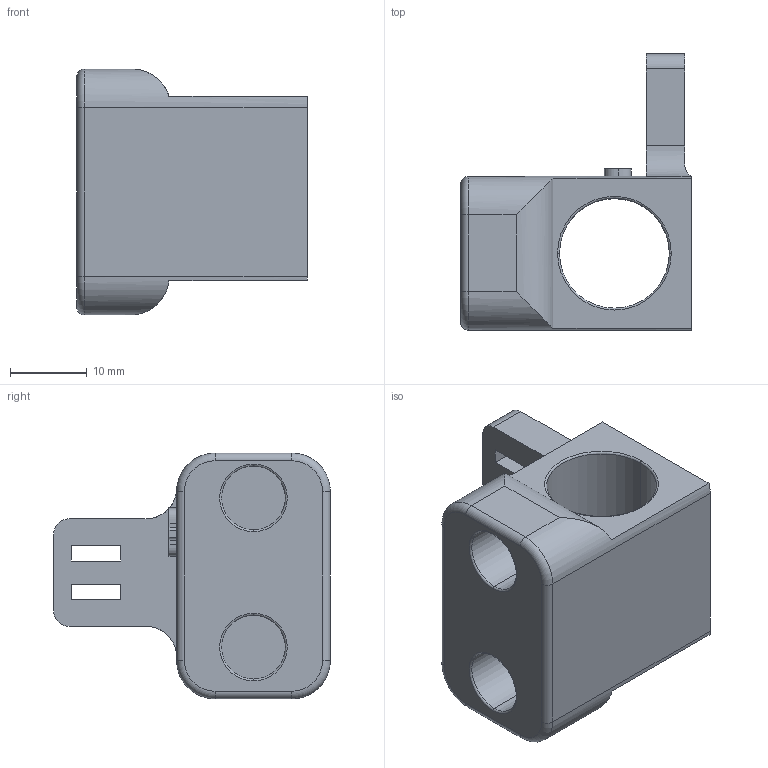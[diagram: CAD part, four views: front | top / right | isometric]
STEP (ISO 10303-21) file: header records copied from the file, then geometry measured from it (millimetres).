
FILE_DESCRIPTION (( 'STEP AP214' ), '1' );
FILE_NAME ('3slider2.STEP', '2022-10-08T16:16:36', ( '' ), ( '' ), 'SwSTEP 2.0', 'SolidWorks 2021', '' );
FILE_SCHEMA (( 'AUTOMOTIVE_DESIGN' ));
Length unit declared in the file: millimetre
Products named in the file (1): 3slider2
Bounding box: 30 x 36 x 32 mm (x, y, z)
Volume: 12040 mm3; surface area: 5834.4 mm2
Topology: 1 solids, 1 shells, 84 faces, 214 edges, 136 vertices
Faces by surface type: plane 34, cylinder 23, torus 15, bspline 12
Entity records: 3332 total; most frequent: CARTESIAN_POINT 1298, ORIENTED_EDGE 428, DIRECTION 396, EDGE_CURVE 214, AXIS2_PLACEMENT_3D 140, VERTEX_POINT 136, LINE 116, VECTOR 116
